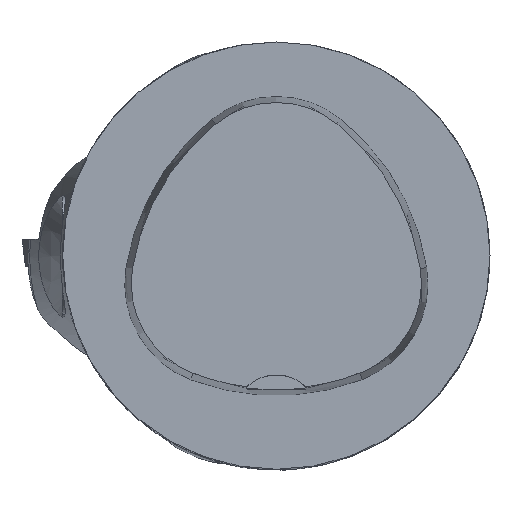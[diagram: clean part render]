
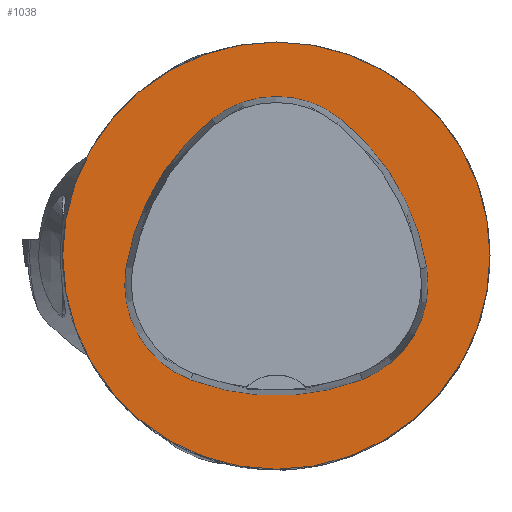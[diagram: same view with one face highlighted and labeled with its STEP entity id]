
A CAD part, top view. The second image highlights one B-rep face of the part: STEP entity #1038.
In plain terms, the highlighted planar face has unit normal (0, 0, 1).
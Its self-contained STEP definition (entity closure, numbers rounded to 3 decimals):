
#309=FACE_BOUND('',#1756,.T.);
#310=FACE_BOUND('',#1757,.T.);
#694=PLANE('',#6860);
#1038=ADVANCED_FACE('',(#309,#310),#694,.T.);
#1756=EDGE_LOOP('',(#2273,#2274,#2275,#2276,#2277,#2278));
#1757=EDGE_LOOP('',(#2279));
#2273=ORIENTED_EDGE('',*,*,#4787,.T.);
#2274=ORIENTED_EDGE('',*,*,#4767,.T.);
#2275=ORIENTED_EDGE('',*,*,#4771,.T.);
#2276=ORIENTED_EDGE('',*,*,#4774,.T.);
#2277=ORIENTED_EDGE('',*,*,#4777,.T.);
#2278=ORIENTED_EDGE('',*,*,#4785,.T.);
#2279=ORIENTED_EDGE('',*,*,#4736,.F.);
#4091=VERTEX_POINT('',#9227);
#4122=VERTEX_POINT('',#9381);
#4123=VERTEX_POINT('',#9382);
#4126=VERTEX_POINT('',#9390);
#4128=VERTEX_POINT('',#9396);
#4130=VERTEX_POINT('',#9402);
#4137=VERTEX_POINT('',#9423);
#4736=EDGE_CURVE('',#4091,#4091,#5651,.T.);
#4767=EDGE_CURVE('',#4122,#4123,#5654,.T.);
#4771=EDGE_CURVE('',#4123,#4126,#5656,.T.);
#4774=EDGE_CURVE('',#4126,#4128,#5658,.T.);
#4777=EDGE_CURVE('',#4128,#4130,#5660,.T.);
#4785=EDGE_CURVE('',#4130,#4137,#5664,.T.);
#4787=EDGE_CURVE('',#4137,#4122,#5666,.T.);
#5651=CIRCLE('',#6821,25.);
#5654=CIRCLE('',#6838,28.);
#5656=CIRCLE('',#6841,12.);
#5658=CIRCLE('',#6844,28.);
#5660=CIRCLE('',#6847,12.);
#5664=CIRCLE('',#6852,28.);
#5666=CIRCLE('',#6855,12.);
#6821=AXIS2_PLACEMENT_3D('',#9226,#7517,#7518);
#6838=AXIS2_PLACEMENT_3D('',#9380,#7563,#7564);
#6841=AXIS2_PLACEMENT_3D('',#9389,#7571,#7572);
#6844=AXIS2_PLACEMENT_3D('',#9395,#7578,#7579);
#6847=AXIS2_PLACEMENT_3D('',#9401,#7585,#7586);
#6852=AXIS2_PLACEMENT_3D('',#9424,#7597,#7598);
#6855=AXIS2_PLACEMENT_3D('',#9427,#7603,#7604);
#6860=AXIS2_PLACEMENT_3D('',#9432,#7613,#7614);
#7517=DIRECTION('',(0.,0.,-1.));
#7518=DIRECTION('',(-1.,0.,0.));
#7563=DIRECTION('',(0.,0.,-1.));
#7564=DIRECTION('',(-1.,0.,0.));
#7571=DIRECTION('',(0.,0.,-1.));
#7572=DIRECTION('',(-1.,0.,0.));
#7578=DIRECTION('',(0.,0.,-1.));
#7579=DIRECTION('',(-1.,0.,0.));
#7585=DIRECTION('',(0.,0.,-1.));
#7586=DIRECTION('',(-1.,0.,0.));
#7597=DIRECTION('',(0.,0.,-1.));
#7598=DIRECTION('',(-1.,0.,0.));
#7603=DIRECTION('',(0.,0.,-1.));
#7604=DIRECTION('',(-1.,0.,0.));
#7613=DIRECTION('',(0.,0.,1.));
#7614=DIRECTION('',(1.,0.,0.));
#9226=CARTESIAN_POINT('',(0.,0.,0.));
#9227=CARTESIAN_POINT('',(-25.,0.,0.));
#9380=CARTESIAN_POINT('',(10.068,-5.824,0.));
#9381=CARTESIAN_POINT('',(-17.584,-1.424,0.));
#9382=CARTESIAN_POINT('',(-7.531,15.953,0.));
#9389=CARTESIAN_POINT('',(0.011,6.62,0.));
#9390=CARTESIAN_POINT('',(7.567,15.942,0.));
#9395=CARTESIAN_POINT('',(-10.063,-5.81,0.));
#9396=CARTESIAN_POINT('',(17.59,-1.418,0.));
#9401=CARTESIAN_POINT('',(5.739,-3.3,0.));
#9402=CARTESIAN_POINT('',(10.05,-14.499,0.));
#9423=CARTESIAN_POINT('',(-10.025,-14.516,0.));
#9424=CARTESIAN_POINT('',(-0.01,11.631,0.));
#9427=CARTESIAN_POINT('',(-5.733,-3.31,0.));
#9432=CARTESIAN_POINT('',(0.,0.,0.));
